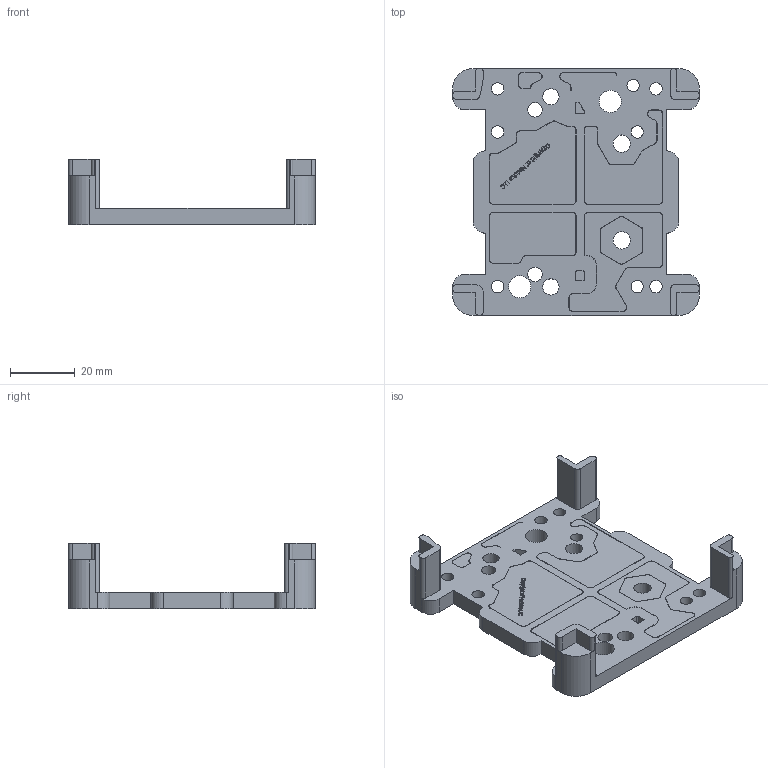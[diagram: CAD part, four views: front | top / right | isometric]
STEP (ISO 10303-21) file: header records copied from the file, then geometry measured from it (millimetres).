
FILE_DESCRIPTION(/* description */ (''),/* implementation_level */ '2;1');
FILE_NAME(/* name */ 'ELEC_ModulusMount_am2926.ipt.stp',/* time_stamp */ '2016-01-07T16:39:26-08:00',/* author */ ('Autodesk Inc.'),/* organization */ ('Autodesk Inc.'),/* preprocessor_version */ 'ST-DEVELOPER v16.1',/* originating_system */ 'Autodesk Inventor 2016',/* authorisation */ '');
FILE_SCHEMA (('AUTOMOTIVE_DESIGN { 1 0 10303 214 3 1 1 }'));
Length unit declared in the file: inch
Products named in the file (1): ELEC_ModulusMount_am2926
Bounding box: 76.2 x 76.2 x 20.32 mm (x, y, z)
Volume: 27226.5 mm3; surface area: 17604.8 mm2
Topology: 1 solids, 1 shells, 625 faces, 1669 edges, 1083 vertices
Faces by surface type: plane 331, bspline 137, cylinder 106, cone 51
Full cylindrical faces by diameter (mm): 3.81 x8, 4.496 x2, 5 x2, 5.334 x2, 6.858 x2
Entity records: 20772 total; most frequent: CARTESIAN_POINT 5351, ORIENTED_EDGE 3278, DIRECTION 2604, EDGE_CURVE 1639, LINE 1102, VECTOR 1102, VERTEX_POINT 1069, AXIS2_PLACEMENT_3D 751
